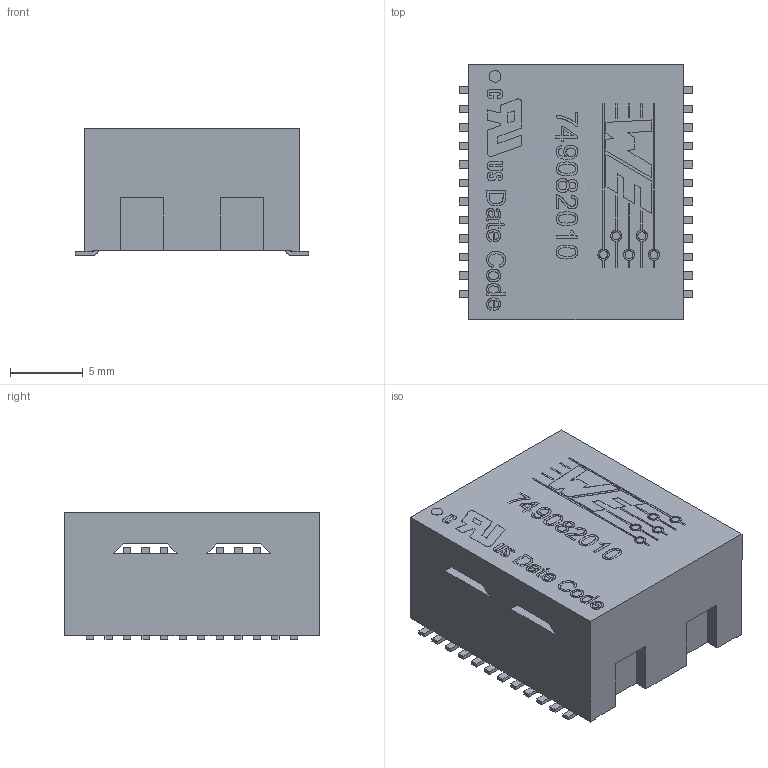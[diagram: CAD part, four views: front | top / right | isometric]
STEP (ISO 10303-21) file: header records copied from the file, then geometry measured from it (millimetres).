
FILE_DESCRIPTION(/* description */ ('Unknown'),/* implementation_level */ '2;1');
FILE_NAME(/* name */ 'T_Wurth_WE-LAN_749082010',/* time_stamp */ '2025-08-26T17:11:04+08:00',/* author */ ('Unknown'),/* organization */ ('Unknown'),/* preprocessor_version */ 'ST-DEVELOPER v19.4',/* originating_system */ 'Solid Edge',/* authorisation */ 'Unknown');
FILE_SCHEMA (('AUTOMOTIVE_DESIGN {1 0 10303 214 3 1 1}'));
Length unit declared in the file: millimetre
Products named in the file (2): T_Wurth_WE-LAN_749082010
Assembly tree (1 placements, depth 2):
  T_Wurth_WE-LAN_749082010
    T_Wurth_WE-LAN_749082010
Bounding box: 16 x 17.5 x 8.7 mm (x, y, z)
Volume: 1211.2 mm3; surface area: 1819.7 mm2
Topology: 1 solids, 2 shells, 609 faces, 1602 edges, 1034 vertices
Faces by surface type: plane 485, cylinder 72, bspline 52
Full cylindrical faces by diameter (mm): 0.8 x1
Entity records: 24349 total; most frequent: CARTESIAN_POINT 5647, ORIENTED_EDGE 3168, DIRECTION 2534, EDGE_CURVE 1584, LINE 1132, VECTOR 1132, VERTEX_POINT 1034, EDGE_LOOP 718
